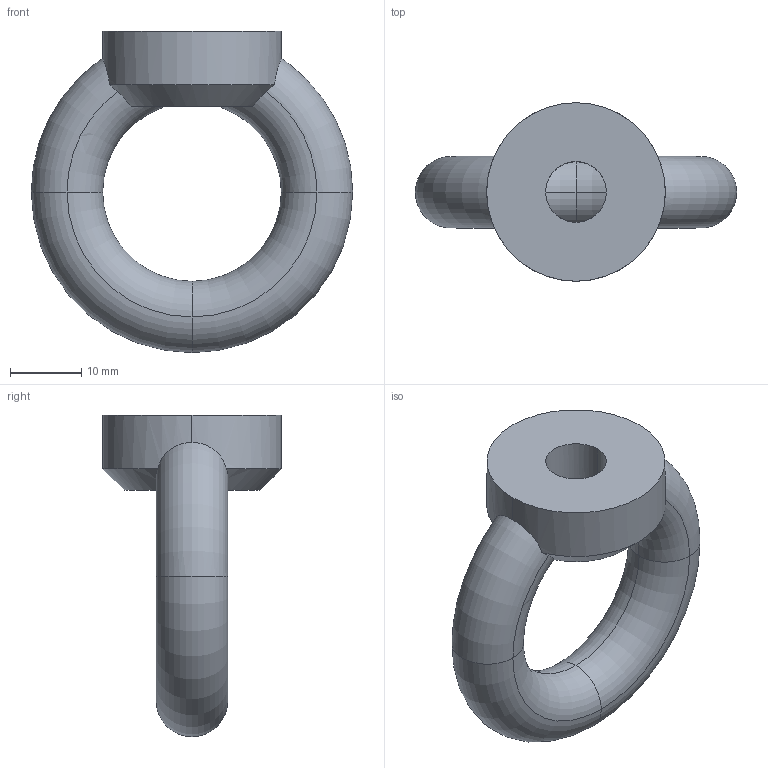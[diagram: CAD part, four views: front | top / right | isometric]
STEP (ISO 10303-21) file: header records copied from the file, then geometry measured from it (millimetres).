
FILE_DESCRIPTION (( 'STEP AP203' ), '1' );
FILE_NAME ('T42202.STEP', '2018-07-24T07:45:41', ( '' ), ( '' ), 'SwSTEP 2.0', 'SolidWorks 2016', '' );
FILE_SCHEMA (( 'CONFIG_CONTROL_DESIGN' ));
Length unit declared in the file: millimetre
Products named in the file (1): T42202
Bounding box: 45 x 25 x 45 mm (x, y, z)
Volume: 11118.2 mm3; surface area: 4446.5 mm2
Topology: 1 solids, 1 shells, 21 faces, 55 edges, 33 vertices
Faces by surface type: torus 12, cylinder 4, plane 3, cone 2
Entity records: 867 total; most frequent: CARTESIAN_POINT 280, DIRECTION 110, ORIENTED_EDGE 110, EDGE_CURVE 55, AXIS2_PLACEMENT_3D 53, VERTEX_POINT 33, CIRCLE 31, EDGE_LOOP 22
